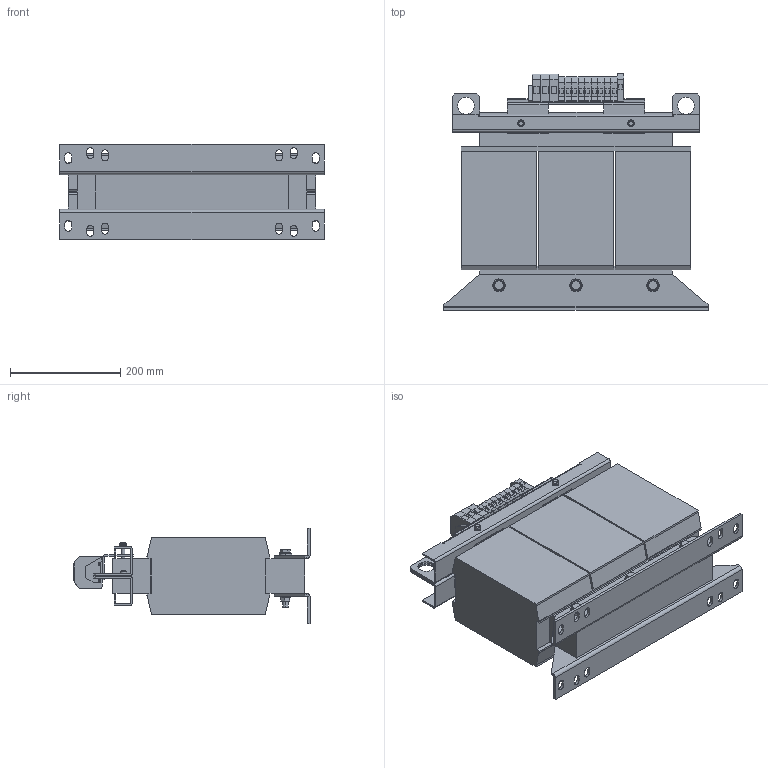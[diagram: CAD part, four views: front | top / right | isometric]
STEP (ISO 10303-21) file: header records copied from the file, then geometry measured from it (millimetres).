
FILE_DESCRIPTION (( 'STEP AP214' ), '1' );
FILE_NAME ('209153.STEP', '2020-05-28T18:10:31', ( '' ), ( '' ), 'SwSTEP 2.0', 'SolidWorks 2018', '' );
FILE_SCHEMA (( 'AUTOMOTIVE_DESIGN' ));
Length unit declared in the file: millimetre
Products named in the file (1): 209153
Bounding box: 480 x 429.55 x 173 mm (x, y, z)
Volume: 16526538.4 mm3; surface area: 955510.5 mm2
Topology: 1 solids, 1 shells, 1106 faces, 2700 edges, 1682 vertices
Faces by surface type: plane 800, cylinder 194, cone 56, torus 30, bspline 18, sphere 8
Entity records: 32962 total; most frequent: CARTESIAN_POINT 6817, ORIENTED_EDGE 5400, DIRECTION 5274, EDGE_CURVE 2700, LINE 2008, VECTOR 2008, VERTEX_POINT 1682, AXIS2_PLACEMENT_3D 1633
